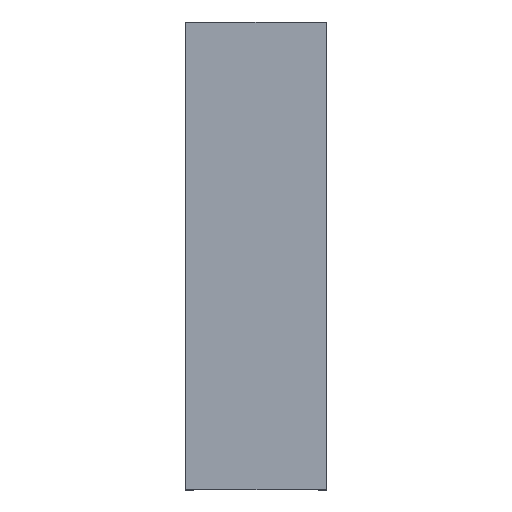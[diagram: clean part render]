
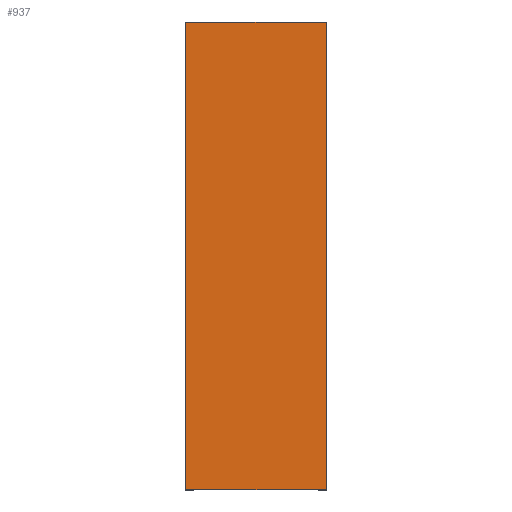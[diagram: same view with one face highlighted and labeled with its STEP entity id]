
A CAD part, top view. The second image highlights one B-rep face of the part: STEP entity #937.
In plain terms, the highlighted planar face has unit normal (0, 0, 1).
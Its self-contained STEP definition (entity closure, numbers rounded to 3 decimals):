
#16 = ORIENTED_EDGE ( 'NONE', *, *, #1040, .F. ) ;
#19 = ORIENTED_EDGE ( 'NONE', *, *, #1096, .T. ) ;
#23 = DIRECTION ( 'NONE',  ( -1., 0., 0. ) ) ;
#53 = VECTOR ( 'NONE', #226, 1000. ) ;
#55 = EDGE_LOOP ( 'NONE', ( #1076, #19, #16, #670 ) ) ;
#77 = LINE ( 'NONE', #138, #53 ) ;
#130 = CARTESIAN_POINT ( 'NONE',  ( -35., 2000., 60. ) ) ;
#138 = CARTESIAN_POINT ( 'NONE',  ( 565., 2000., 60. ) ) ;
#147 = AXIS2_PLACEMENT_3D ( 'NONE', #302, #613, #23 ) ;
#178 = VECTOR ( 'NONE', #188, 1000. ) ;
#179 = LINE ( 'NONE', #796, #178 ) ;
#188 = DIRECTION ( 'NONE',  ( 1., 0., 0. ) ) ;
#226 = DIRECTION ( 'NONE',  ( 0., 1., 0. ) ) ;
#245 = VECTOR ( 'NONE', #1238, 1000. ) ;
#253 = VERTEX_POINT ( 'NONE', #130 ) ;
#257 = LINE ( 'NONE', #310, #245 ) ;
#268 = FACE_OUTER_BOUND ( 'NONE', #55, .T. ) ;
#302 = CARTESIAN_POINT ( 'NONE',  ( -35., 2000., 60. ) ) ;
#310 = CARTESIAN_POINT ( 'NONE',  ( -35., 0., 60. ) ) ;
#340 = DIRECTION ( 'NONE',  ( 0., -1., 0. ) ) ;
#613 = DIRECTION ( 'NONE',  ( 0., 0., -1. ) ) ;
#640 = EDGE_CURVE ( 'NONE', #253, #1195, #664, .T. ) ;
#644 = VECTOR ( 'NONE', #340, 1000. ) ;
#649 = CARTESIAN_POINT ( 'NONE',  ( 565., 2000., 60. ) ) ;
#657 = VERTEX_POINT ( 'NONE', #649 ) ;
#664 = LINE ( 'NONE', #1251, #644 ) ;
#670 = ORIENTED_EDGE ( 'NONE', *, *, #640, .T. ) ;
#704 = CARTESIAN_POINT ( 'NONE',  ( -35., 0., 60. ) ) ;
#749 = VERTEX_POINT ( 'NONE', #1277 ) ;
#796 = CARTESIAN_POINT ( 'NONE',  ( -35., 2000., 60. ) ) ;
#937 = ADVANCED_FACE ( 'NONE', ( #268 ), #1232, .F. ) ;
#958 = EDGE_CURVE ( 'NONE', #1195, #749, #257, .T. ) ;
#1040 = EDGE_CURVE ( 'NONE', #253, #657, #179, .T. ) ;
#1076 = ORIENTED_EDGE ( 'NONE', *, *, #958, .T. ) ;
#1096 = EDGE_CURVE ( 'NONE', #749, #657, #77, .T. ) ;
#1195 = VERTEX_POINT ( 'NONE', #704 ) ;
#1232 = PLANE ( 'NONE',  #147 ) ;
#1238 = DIRECTION ( 'NONE',  ( 1., 0., 0. ) ) ;
#1251 = CARTESIAN_POINT ( 'NONE',  ( -35., 0., 60. ) ) ;
#1277 = CARTESIAN_POINT ( 'NONE',  ( 565., 0., 60. ) ) ;
